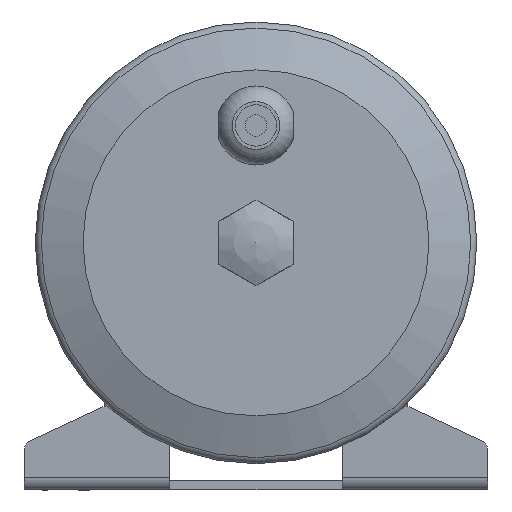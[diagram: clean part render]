
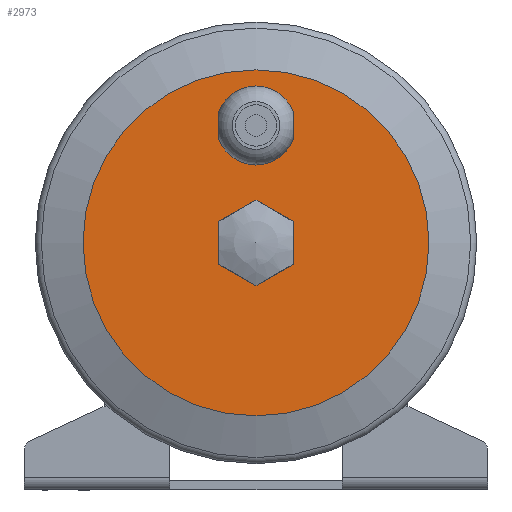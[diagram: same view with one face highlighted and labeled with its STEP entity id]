
A CAD part, left-side view. The second image highlights one B-rep face of the part: STEP entity #2973.
In plain terms, the highlighted planar face has unit normal (-1, 0, 0).
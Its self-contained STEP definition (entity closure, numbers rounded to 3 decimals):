
#43=PLANE('',#3170);
#147=LINE('',#4377,#309);
#149=LINE('',#4383,#311);
#151=LINE('',#4389,#313);
#153=LINE('',#4395,#315);
#155=LINE('',#4401,#317);
#156=LINE('',#4404,#318);
#157=LINE('',#4406,#319);
#158=LINE('',#4407,#320);
#309=VECTOR('',#3519,1000.);
#311=VECTOR('',#3525,1000.);
#313=VECTOR('',#3531,1000.);
#315=VECTOR('',#3537,1000.);
#317=VECTOR('',#3543,1000.);
#318=VECTOR('',#3548,1000.);
#319=VECTOR('',#3551,1000.);
#320=VECTOR('',#3552,1000.);
#530=ORIENTED_EDGE('',*,*,#1115,.F.);
#531=ORIENTED_EDGE('',*,*,#1154,.F.);
#532=ORIENTED_EDGE('',*,*,#1124,.F.);
#533=ORIENTED_EDGE('',*,*,#1155,.T.);
#534=ORIENTED_EDGE('',*,*,#1156,.T.);
#535=ORIENTED_EDGE('',*,*,#1153,.T.);
#536=ORIENTED_EDGE('',*,*,#1139,.T.);
#537=ORIENTED_EDGE('',*,*,#1142,.T.);
#538=ORIENTED_EDGE('',*,*,#1145,.T.);
#539=ORIENTED_EDGE('',*,*,#1148,.T.);
#540=ORIENTED_EDGE('',*,*,#1151,.T.);
#1115=EDGE_CURVE('',#1433,#1434,#1664,.T.);
#1124=EDGE_CURVE('',#1441,#1443,#1668,.T.);
#1139=EDGE_CURVE('',#1449,#1451,#147,.T.);
#1142=EDGE_CURVE('',#1451,#1453,#149,.T.);
#1145=EDGE_CURVE('',#1453,#1455,#151,.T.);
#1148=EDGE_CURVE('',#1455,#1457,#153,.T.);
#1151=EDGE_CURVE('',#1457,#1459,#155,.T.);
#1153=EDGE_CURVE('',#1459,#1449,#156,.T.);
#1154=EDGE_CURVE('',#1443,#1433,#157,.T.);
#1155=EDGE_CURVE('',#1441,#1434,#158,.T.);
#1156=EDGE_CURVE('',#1460,#1460,#1679,.T.);
#1433=VERTEX_POINT('',#4269);
#1434=VERTEX_POINT('',#4270);
#1441=VERTEX_POINT('',#4287);
#1443=VERTEX_POINT('',#4290);
#1449=VERTEX_POINT('',#4372);
#1451=VERTEX_POINT('',#4376);
#1453=VERTEX_POINT('',#4382);
#1455=VERTEX_POINT('',#4388);
#1457=VERTEX_POINT('',#4394);
#1459=VERTEX_POINT('',#4400);
#1460=VERTEX_POINT('',#4409);
#1664=CIRCLE('',#3144,12.8);
#1668=CIRCLE('',#3150,12.8);
#1679=CIRCLE('',#3171,56.);
#1827=EDGE_LOOP('',(#530,#531,#532,#533));
#1828=EDGE_LOOP('',(#534));
#1829=EDGE_LOOP('',(#535,#536,#537,#538,#539,#540));
#2059=FACE_BOUND('',#1827,.T.);
#2060=FACE_BOUND('',#1828,.T.);
#2061=FACE_BOUND('',#1829,.T.);
#2973=ADVANCED_FACE('',(#2059,#2060,#2061),#43,.T.);
#3144=AXIS2_PLACEMENT_3D('',#4268,#3479,#3480);
#3150=AXIS2_PLACEMENT_3D('',#4289,#3496,#3497);
#3170=AXIS2_PLACEMENT_3D('',#4405,#3549,#3550);
#3171=AXIS2_PLACEMENT_3D('',#4408,#3553,#3554);
#3479=DIRECTION('',(-1.,0.,0.));
#3480=DIRECTION('',(0.,0.,1.));
#3496=DIRECTION('',(-1.,0.,0.));
#3497=DIRECTION('',(0.,0.,1.));
#3519=DIRECTION('',(0.,0.866,0.5));
#3525=DIRECTION('',(0.,0.,1.));
#3531=DIRECTION('',(0.,-0.866,0.5));
#3537=DIRECTION('',(0.,-0.866,-0.5));
#3543=DIRECTION('',(0.,0.,-1.));
#3548=DIRECTION('',(0.,0.866,-0.5));
#3549=DIRECTION('',(-1.,0.,0.));
#3550=DIRECTION('',(0.,0.,1.));
#3551=DIRECTION('',(0.,0.,-1.));
#3552=DIRECTION('',(0.,0.,-1.));
#3553=DIRECTION('',(-1.,0.,0.));
#3554=DIRECTION('',(0.,0.,1.));
#4268=CARTESIAN_POINT('',(-300.,0.,38.));
#4269=CARTESIAN_POINT('',(-300.,12.,33.546));
#4270=CARTESIAN_POINT('',(-300.,-12.,33.546));
#4287=CARTESIAN_POINT('',(-300.,-12.,42.454));
#4289=CARTESIAN_POINT('',(-300.,0.,38.));
#4290=CARTESIAN_POINT('',(-300.,12.,42.454));
#4372=CARTESIAN_POINT('',(-300.,0.,-13.856));
#4376=CARTESIAN_POINT('',(-300.,12.,-6.928));
#4377=CARTESIAN_POINT('',(-300.,0.,-13.856));
#4382=CARTESIAN_POINT('',(-300.,12.,6.928));
#4383=CARTESIAN_POINT('',(-300.,12.,-6.928));
#4388=CARTESIAN_POINT('',(-300.,0.,13.856));
#4389=CARTESIAN_POINT('',(-300.,12.,6.928));
#4394=CARTESIAN_POINT('',(-300.,-12.,6.928));
#4395=CARTESIAN_POINT('',(-300.,0.,13.856));
#4400=CARTESIAN_POINT('',(-300.,-12.,-6.928));
#4401=CARTESIAN_POINT('',(-300.,-12.,6.928));
#4404=CARTESIAN_POINT('',(-300.,-12.,-6.928));
#4405=CARTESIAN_POINT('',(-300.,0.,56.));
#4406=CARTESIAN_POINT('',(-300.,12.,42.454));
#4407=CARTESIAN_POINT('',(-300.,-12.,42.454));
#4408=CARTESIAN_POINT('',(-300.,0.,0.));
#4409=CARTESIAN_POINT('',(-300.,0.,56.));
